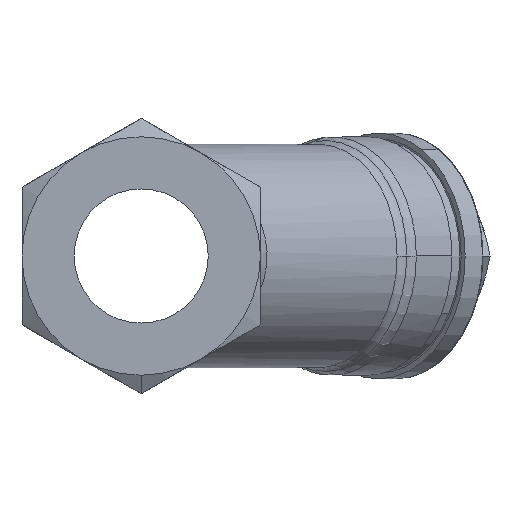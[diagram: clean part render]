
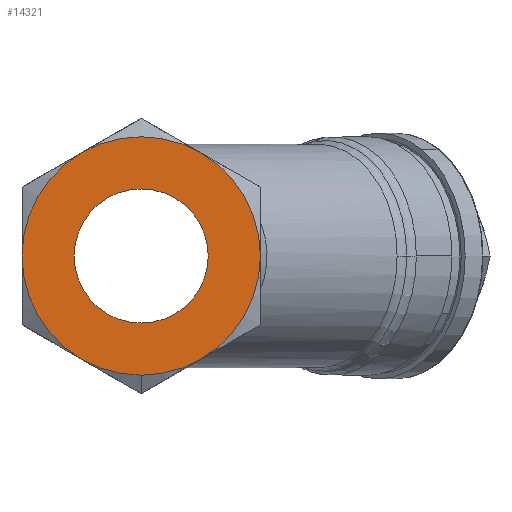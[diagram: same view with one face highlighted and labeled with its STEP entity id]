
A CAD part, left-side view. The second image highlights one B-rep face of the part: STEP entity #14321.
In plain terms, the highlighted planar face has unit normal (-1, 0, 0).
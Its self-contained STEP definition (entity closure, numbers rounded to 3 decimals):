
#392 = DIRECTION ( 'NONE',  ( -1., 0., 0. ) ) ;
#418 = EDGE_LOOP ( 'NONE', ( #14794, #13709 ) ) ;
#449 = CARTESIAN_POINT ( 'NONE',  ( -30., 0., 0. ) ) ;
#513 = CIRCLE ( 'NONE', #8059, 16. ) ;
#609 = VERTEX_POINT ( 'NONE', #1416 ) ;
#780 = CARTESIAN_POINT ( 'NONE',  ( -30., 8., 13.856 ) ) ;
#837 = DIRECTION ( 'NONE',  ( 0., 0., -1. ) ) ;
#928 = CARTESIAN_POINT ( 'NONE',  ( -30., -8., 13.856 ) ) ;
#1081 = CARTESIAN_POINT ( 'NONE',  ( -30., -8., -13.856 ) ) ;
#1416 = CARTESIAN_POINT ( 'NONE',  ( -30., 0., 9. ) ) ;
#1719 = VERTEX_POINT ( 'NONE', #780 ) ;
#1862 = DIRECTION ( 'NONE',  ( 0., 0., -1. ) ) ;
#2016 = AXIS2_PLACEMENT_3D ( 'NONE', #13066, #5192, #14224 ) ;
#2766 = ORIENTED_EDGE ( 'NONE', *, *, #7665, .F. ) ;
#3337 = CARTESIAN_POINT ( 'NONE',  ( -30., 0., 0. ) ) ;
#3461 = ORIENTED_EDGE ( 'NONE', *, *, #7935, .F. ) ;
#3627 = FACE_BOUND ( 'NONE', #418, .T. ) ;
#4044 = FACE_OUTER_BOUND ( 'NONE', #9771, .T. ) ;
#4479 = DIRECTION ( 'NONE',  ( 0., 0., -1. ) ) ;
#4748 = DIRECTION ( 'NONE',  ( 0., 0., -1. ) ) ;
#4756 = VERTEX_POINT ( 'NONE', #15420 ) ;
#4981 = ORIENTED_EDGE ( 'NONE', *, *, #7853, .F. ) ;
#5192 = DIRECTION ( 'NONE',  ( 1., 0., 0. ) ) ;
#5786 = ORIENTED_EDGE ( 'NONE', *, *, #7483, .F. ) ;
#5832 = CARTESIAN_POINT ( 'NONE',  ( -30., 0., 0. ) ) ;
#6101 = CARTESIAN_POINT ( 'NONE',  ( -30., 16., 0. ) ) ;
#6368 = VERTEX_POINT ( 'NONE', #14576 ) ;
#6705 = CARTESIAN_POINT ( 'NONE',  ( -30., 0., -9. ) ) ;
#7072 = CIRCLE ( 'NONE', #8003, 16. ) ;
#7133 = DIRECTION ( 'NONE',  ( 0., 0., 1. ) ) ;
#7149 = DIRECTION ( 'NONE',  ( -1., 0., 0. ) ) ;
#7220 = CARTESIAN_POINT ( 'NONE',  ( -30., 0., 0. ) ) ;
#7230 = DIRECTION ( 'NONE',  ( 0., 0., -1. ) ) ;
#7483 = EDGE_CURVE ( 'NONE', #11818, #6368, #13176, .T. ) ;
#7514 = CIRCLE ( 'NONE', #8031, 16. ) ;
#7539 = EDGE_CURVE ( 'NONE', #11988, #609, #12014, .T. ) ;
#7541 = DIRECTION ( 'NONE',  ( 1., 0., 0. ) ) ;
#7567 = EDGE_CURVE ( 'NONE', #609, #11988, #10075, .T. ) ;
#7665 = EDGE_CURVE ( 'NONE', #6368, #4756, #10657, .T. ) ;
#7853 = EDGE_CURVE ( 'NONE', #1719, #13454, #513, .T. ) ;
#7902 = EDGE_CURVE ( 'NONE', #1719, #16745, #7514, .T. ) ;
#7909 = EDGE_CURVE ( 'NONE', #4756, #16745, #7072, .T. ) ;
#7929 = EDGE_CURVE ( 'NONE', #11604, #11818, #15973, .T. ) ;
#7935 = EDGE_CURVE ( 'NONE', #13454, #11604, #10107, .T. ) ;
#7943 = AXIS2_PLACEMENT_3D ( 'NONE', #14985, #7541, #16082 ) ;
#7944 = AXIS2_PLACEMENT_3D ( 'NONE', #3337, #12671, #4748 ) ;
#8003 = AXIS2_PLACEMENT_3D ( 'NONE', #449, #10142, #1862 ) ;
#8031 = AXIS2_PLACEMENT_3D ( 'NONE', #8754, #392, #10086 ) ;
#8059 = AXIS2_PLACEMENT_3D ( 'NONE', #5832, #14730, #7230 ) ;
#8280 = ORIENTED_EDGE ( 'NONE', *, *, #7902, .T. ) ;
#8336 = AXIS2_PLACEMENT_3D ( 'NONE', #16295, #9216, #837 ) ;
#8395 = ORIENTED_EDGE ( 'NONE', *, *, #7929, .F. ) ;
#8501 = AXIS2_PLACEMENT_3D ( 'NONE', #7220, #7149, #7133 ) ;
#8579 = AXIS2_PLACEMENT_3D ( 'NONE', #8902, #8840, #8772 ) ;
#8651 = AXIS2_PLACEMENT_3D ( 'NONE', #11545, #11394, #4479 ) ;
#8754 = CARTESIAN_POINT ( 'NONE',  ( -30., 0., 0. ) ) ;
#8772 = DIRECTION ( 'NONE',  ( 0., 0., 1. ) ) ;
#8840 = DIRECTION ( 'NONE',  ( -1., 0., 0. ) ) ;
#8902 = CARTESIAN_POINT ( 'NONE',  ( -30., 0., 0. ) ) ;
#9216 = DIRECTION ( 'NONE',  ( 1., 0., 0. ) ) ;
#9771 = EDGE_LOOP ( 'NONE', ( #13458, #2766, #5786, #8395, #3461, #4981, #8280 ) ) ;
#10075 = CIRCLE ( 'NONE', #8501, 9. ) ;
#10086 = DIRECTION ( 'NONE',  ( 0., 0., 1. ) ) ;
#10107 = CIRCLE ( 'NONE', #7943, 16. ) ;
#10142 = DIRECTION ( 'NONE',  ( 1., 0., 0. ) ) ;
#10432 = CARTESIAN_POINT ( 'NONE',  ( -30., -16., 0. ) ) ;
#10657 = CIRCLE ( 'NONE', #8336, 16. ) ;
#11394 = DIRECTION ( 'NONE',  ( 1., 0., 0. ) ) ;
#11545 = CARTESIAN_POINT ( 'NONE',  ( -30., 0., 0. ) ) ;
#11604 = VERTEX_POINT ( 'NONE', #10432 ) ;
#11818 = VERTEX_POINT ( 'NONE', #1081 ) ;
#11988 = VERTEX_POINT ( 'NONE', #6705 ) ;
#12014 = CIRCLE ( 'NONE', #8579, 9. ) ;
#12671 = DIRECTION ( 'NONE',  ( 1., 0., 0. ) ) ;
#13066 = CARTESIAN_POINT ( 'NONE',  ( -30., 16., 9.238 ) ) ;
#13176 = CIRCLE ( 'NONE', #8651, 16. ) ;
#13454 = VERTEX_POINT ( 'NONE', #928 ) ;
#13458 = ORIENTED_EDGE ( 'NONE', *, *, #7909, .F. ) ;
#13709 = ORIENTED_EDGE ( 'NONE', *, *, #7539, .F. ) ;
#14224 = DIRECTION ( 'NONE',  ( 0., 0., -1. ) ) ;
#14321 = ADVANCED_FACE ( 'NONE', ( #4044, #3627 ), #15293, .F. ) ;
#14576 = CARTESIAN_POINT ( 'NONE',  ( -30., 0., -16. ) ) ;
#14730 = DIRECTION ( 'NONE',  ( 1., 0., 0. ) ) ;
#14794 = ORIENTED_EDGE ( 'NONE', *, *, #7567, .F. ) ;
#14985 = CARTESIAN_POINT ( 'NONE',  ( -30., 0., 0. ) ) ;
#15293 = PLANE ( 'NONE',  #2016 ) ;
#15420 = CARTESIAN_POINT ( 'NONE',  ( -30., 8., -13.856 ) ) ;
#15973 = CIRCLE ( 'NONE', #7944, 16. ) ;
#16082 = DIRECTION ( 'NONE',  ( 0., 0., -1. ) ) ;
#16295 = CARTESIAN_POINT ( 'NONE',  ( -30., 0., 0. ) ) ;
#16745 = VERTEX_POINT ( 'NONE', #6101 ) ;
